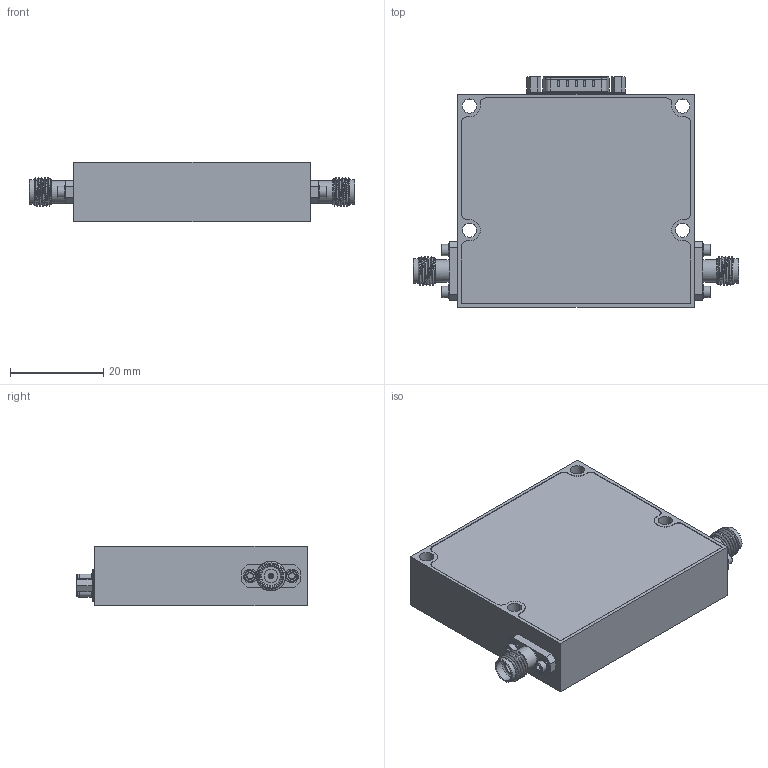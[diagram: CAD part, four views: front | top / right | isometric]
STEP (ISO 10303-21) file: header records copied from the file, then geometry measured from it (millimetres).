
FILE_DESCRIPTION (( 'STEP AP203' ), '1' );
FILE_NAME ('PE70A5001.step', '2020-04-03T17:45:54', ( '' ), ( '' ), 'SwSTEP 2.0', 'SolidWorks 2018', '' );
FILE_SCHEMA (( 'CONFIG_CONTROL_DESIGN' ));
Length unit declared in the file: inch
Products named in the file (1): PE70A5001
Bounding box: 69.85 x 49.48 x 12.7 mm (x, y, z)
Volume: 29458.8 mm3; surface area: 8816.5 mm2
Topology: 1 solids, 7 shells, 543 faces, 1332 edges, 844 vertices
Faces by surface type: plane 273, cylinder 111, cone 64, bspline 62, torus 18, sphere 15
Full cylindrical faces by diameter (mm): 0.508 x2, 0.545 x15, 0.94 x2, 1.19 x1, 1.194 x4, 1.246 x1, 1.524 x12, 1.744 x2, 1.854 x4, 2.438 x4, 2.54 x2, 2.92 x2, 2.946 x4, 3.048 x4, 4.521 x2, 4.826 x2, 5.334 x2
Entity records: 21900 total; most frequent: CARTESIAN_POINT 10559, ORIENTED_EDGE 2238, DIRECTION 2177, EDGE_CURVE 1119, AXIS2_PLACEMENT_3D 784, VERTEX_POINT 754, EDGE_LOOP 711, LINE 609
